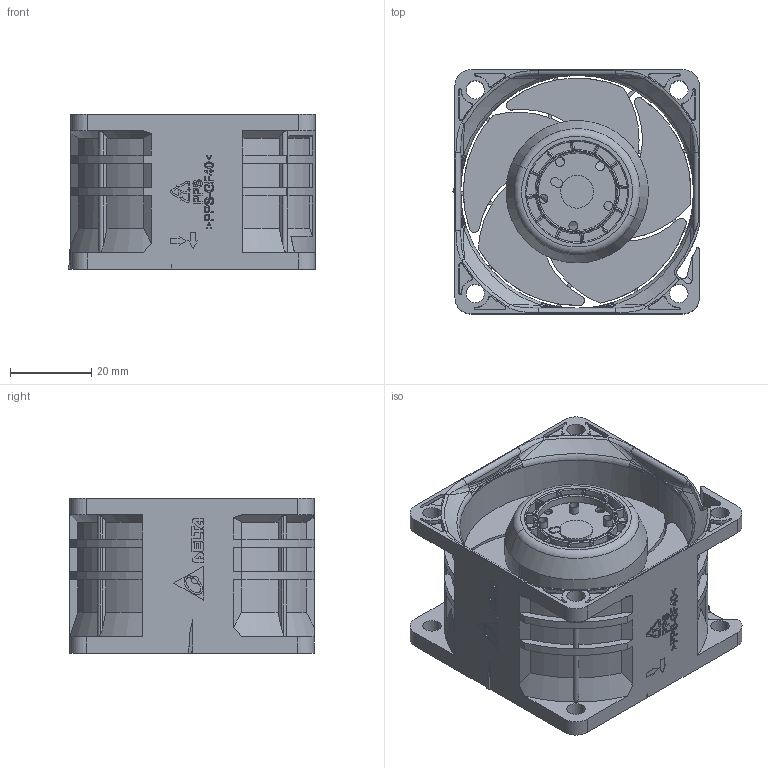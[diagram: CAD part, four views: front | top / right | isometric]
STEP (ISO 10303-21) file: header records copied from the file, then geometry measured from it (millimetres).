
FILE_DESCRIPTION((''),'2;1');
FILE_NAME('THD0612VE-00_ASM','2022-02-23T20:19:18',('FAMIN.TANG'),(''),'CREO PARAMETRIC BY PTC INC, 2020454','CREO PARAMETRIC BY PTC INC, 2020454','');
FILE_SCHEMA(('CONFIG_CONTROL_DESIGN'));
Products named in the file (4): IMPELLER_THD0612VE-00E3C; FRAME_THD0612VE-00E3C_2020-05-1; THD0612VE-00-5_3D_FILE_ASM; THD0612VE-00_ASM
Assembly tree (3 placements, depth 3):
  THD0612VE-00_ASM
    THD0612VE-00-5_3D_FILE_ASM
      IMPELLER_THD0612VE-00E3C
      FRAME_THD0612VE-00E3C_2020-05-1
Bounding box: 60.54 x 60.17 x 38.1 mm (x, y, z)
Volume: 29321.9 mm3; surface area: 36808 mm2
Topology: 2 solids, 9 shells, 1460 faces, 3927 edges, 2535 vertices
Faces by surface type: plane 578, cylinder 419, torus 177, bspline 157, extrusion 87, cone 42
Entity records: 58114 total; most frequent: CARTESIAN_POINT 22187, ORIENTED_EDGE 7848, DIRECTION 7032, EDGE_CURVE 3924, AXIS2_PLACEMENT_3D 2605, VERTEX_POINT 2535, VECTOR 1822, LINE 1735
